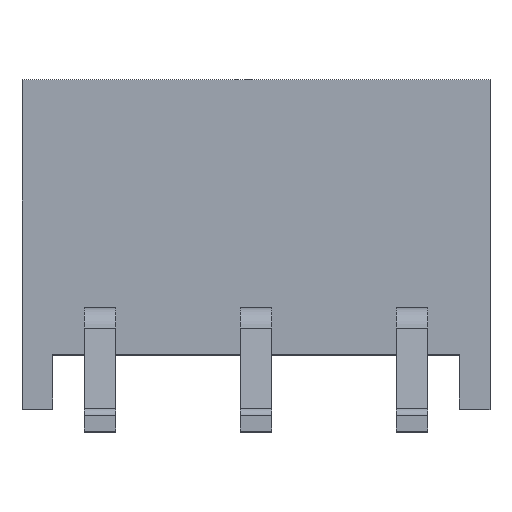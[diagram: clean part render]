
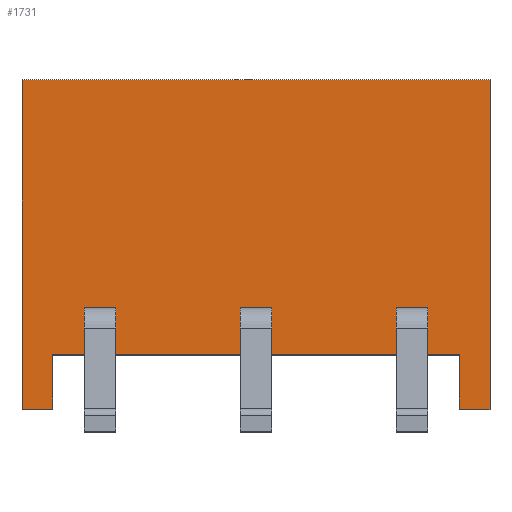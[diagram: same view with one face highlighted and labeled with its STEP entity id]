
A CAD part, top view. The second image highlights one B-rep face of the part: STEP entity #1731.
In plain terms, the highlighted planar face has unit normal (0, 0, 1).
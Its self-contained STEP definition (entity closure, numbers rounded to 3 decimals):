
#17=FACE_BOUND('',#185,.T.);
#18=FACE_BOUND('',#186,.T.);
#19=FACE_BOUND('',#187,.T.);
#25=PLANE('',#1845);
#91=FACE_OUTER_BOUND('',#184,.T.);
#184=EDGE_LOOP('',(#1158,#1159,#1160,#1161,#1162,#1163,#1164,#1165));
#185=EDGE_LOOP('',(#1166,#1167,#1168,#1169));
#186=EDGE_LOOP('',(#1170,#1171,#1172,#1173));
#187=EDGE_LOOP('',(#1174,#1175,#1176,#1177));
#295=LINE('',#2513,#488);
#297=LINE('',#2518,#490);
#301=LINE('',#2525,#494);
#303=LINE('',#2529,#496);
#304=LINE('',#2530,#497);
#305=LINE('',#2532,#498);
#306=LINE('',#2533,#499);
#307=LINE('',#2534,#500);
#308=LINE('',#2537,#501);
#309=LINE('',#2539,#502);
#310=LINE('',#2541,#503);
#311=LINE('',#2542,#504);
#312=LINE('',#2545,#505);
#313=LINE('',#2547,#506);
#314=LINE('',#2549,#507);
#315=LINE('',#2550,#508);
#316=LINE('',#2553,#509);
#317=LINE('',#2555,#510);
#318=LINE('',#2557,#511);
#319=LINE('',#2558,#512);
#488=VECTOR('',#2016,1000.);
#490=VECTOR('',#2020,1000.);
#494=VECTOR('',#2026,1000.);
#496=VECTOR('',#2030,1000.);
#497=VECTOR('',#2031,1000.);
#498=VECTOR('',#2032,1000.);
#499=VECTOR('',#2033,1000.);
#500=VECTOR('',#2034,1000.);
#501=VECTOR('',#2035,1000.);
#502=VECTOR('',#2036,1000.);
#503=VECTOR('',#2037,1000.);
#504=VECTOR('',#2038,1000.);
#505=VECTOR('',#2039,1000.);
#506=VECTOR('',#2040,1000.);
#507=VECTOR('',#2041,1000.);
#508=VECTOR('',#2042,1000.);
#509=VECTOR('',#2043,1000.);
#510=VECTOR('',#2044,1000.);
#511=VECTOR('',#2045,1000.);
#512=VECTOR('',#2046,1000.);
#735=VERTEX_POINT('',#2510);
#736=VERTEX_POINT('',#2512);
#737=VERTEX_POINT('',#2516);
#738=VERTEX_POINT('',#2517);
#739=VERTEX_POINT('',#2522);
#740=VERTEX_POINT('',#2524);
#741=VERTEX_POINT('',#2528);
#742=VERTEX_POINT('',#2531);
#743=VERTEX_POINT('',#2535);
#744=VERTEX_POINT('',#2536);
#745=VERTEX_POINT('',#2538);
#746=VERTEX_POINT('',#2540);
#747=VERTEX_POINT('',#2543);
#748=VERTEX_POINT('',#2544);
#749=VERTEX_POINT('',#2546);
#750=VERTEX_POINT('',#2548);
#751=VERTEX_POINT('',#2551);
#752=VERTEX_POINT('',#2552);
#753=VERTEX_POINT('',#2554);
#754=VERTEX_POINT('',#2556);
#901=EDGE_CURVE('',#736,#735,#295,.T.);
#903=EDGE_CURVE('',#737,#738,#297,.T.);
#907=EDGE_CURVE('',#740,#739,#301,.T.);
#909=EDGE_CURVE('',#741,#739,#303,.T.);
#910=EDGE_CURVE('',#741,#736,#304,.T.);
#911=EDGE_CURVE('',#742,#735,#305,.T.);
#912=EDGE_CURVE('',#738,#742,#306,.T.);
#913=EDGE_CURVE('',#740,#737,#307,.T.);
#914=EDGE_CURVE('',#743,#744,#308,.T.);
#915=EDGE_CURVE('',#745,#743,#309,.T.);
#916=EDGE_CURVE('',#745,#746,#310,.T.);
#917=EDGE_CURVE('',#746,#744,#311,.T.);
#918=EDGE_CURVE('',#747,#748,#312,.T.);
#919=EDGE_CURVE('',#749,#747,#313,.T.);
#920=EDGE_CURVE('',#749,#750,#314,.T.);
#921=EDGE_CURVE('',#750,#748,#315,.T.);
#922=EDGE_CURVE('',#751,#752,#316,.T.);
#923=EDGE_CURVE('',#753,#751,#317,.T.);
#924=EDGE_CURVE('',#753,#754,#318,.T.);
#925=EDGE_CURVE('',#754,#752,#319,.T.);
#1158=ORIENTED_EDGE('',*,*,#907,.T.);
#1159=ORIENTED_EDGE('',*,*,#909,.F.);
#1160=ORIENTED_EDGE('',*,*,#910,.T.);
#1161=ORIENTED_EDGE('',*,*,#901,.T.);
#1162=ORIENTED_EDGE('',*,*,#911,.F.);
#1163=ORIENTED_EDGE('',*,*,#912,.F.);
#1164=ORIENTED_EDGE('',*,*,#903,.F.);
#1165=ORIENTED_EDGE('',*,*,#913,.F.);
#1166=ORIENTED_EDGE('',*,*,#914,.F.);
#1167=ORIENTED_EDGE('',*,*,#915,.F.);
#1168=ORIENTED_EDGE('',*,*,#916,.T.);
#1169=ORIENTED_EDGE('',*,*,#917,.T.);
#1170=ORIENTED_EDGE('',*,*,#918,.F.);
#1171=ORIENTED_EDGE('',*,*,#919,.F.);
#1172=ORIENTED_EDGE('',*,*,#920,.T.);
#1173=ORIENTED_EDGE('',*,*,#921,.T.);
#1174=ORIENTED_EDGE('',*,*,#922,.F.);
#1175=ORIENTED_EDGE('',*,*,#923,.F.);
#1176=ORIENTED_EDGE('',*,*,#924,.T.);
#1177=ORIENTED_EDGE('',*,*,#925,.T.);
#1731=ADVANCED_FACE('',(#91,#17,#18,#19),#25,.F.);
#1845=AXIS2_PLACEMENT_3D('',#2527,#2028,#2029);
#2016=DIRECTION('',(1.,0.,0.));
#2020=DIRECTION('',(0.,-1.,0.));
#2026=DIRECTION('',(0.,-1.,0.));
#2028=DIRECTION('center_axis',(0.,0.,-1.));
#2029=DIRECTION('ref_axis',(-1.,0.,0.));
#2030=DIRECTION('',(-1.,0.,0.));
#2031=DIRECTION('',(0.,1.,0.));
#2032=DIRECTION('',(0.,1.,0.));
#2033=DIRECTION('',(-1.,0.,0.));
#2034=DIRECTION('',(1.,0.,0.));
#2035=DIRECTION('',(-1.,0.,0.));
#2036=DIRECTION('',(0.,1.,0.));
#2037=DIRECTION('',(-1.,0.,0.));
#2038=DIRECTION('',(0.,1.,0.));
#2039=DIRECTION('',(-1.,0.,0.));
#2040=DIRECTION('',(0.,1.,0.));
#2041=DIRECTION('',(-1.,0.,0.));
#2042=DIRECTION('',(0.,1.,0.));
#2043=DIRECTION('',(-1.,0.,0.));
#2044=DIRECTION('',(0.,1.,0.));
#2045=DIRECTION('',(-1.,0.,0.));
#2046=DIRECTION('',(0.,1.,0.));
#2510=CARTESIAN_POINT('',(3.31,0.,3.365));
#2512=CARTESIAN_POINT('',(-3.31,0.,3.365));
#2513=CARTESIAN_POINT('',(-3.81,0.,3.365));
#2516=CARTESIAN_POINT('',(3.81,4.47,3.365));
#2517=CARTESIAN_POINT('',(3.81,-0.89,3.365));
#2518=CARTESIAN_POINT('',(3.81,4.47,3.365));
#2522=CARTESIAN_POINT('',(-3.81,-0.89,3.365));
#2524=CARTESIAN_POINT('',(-3.81,4.47,3.365));
#2525=CARTESIAN_POINT('',(-3.81,4.47,3.365));
#2527=CARTESIAN_POINT('Origin',(-3.81,4.47,3.365));
#2528=CARTESIAN_POINT('',(-3.31,-0.89,3.365));
#2529=CARTESIAN_POINT('',(-3.81,-0.89,3.365));
#2530=CARTESIAN_POINT('',(-3.31,-0.89,3.365));
#2531=CARTESIAN_POINT('',(3.31,-0.89,3.365));
#2532=CARTESIAN_POINT('',(3.31,-0.89,3.365));
#2533=CARTESIAN_POINT('',(3.81,-0.89,3.365));
#2534=CARTESIAN_POINT('',(-3.81,4.47,3.365));
#2535=CARTESIAN_POINT('',(2.795,0.76,3.365));
#2536=CARTESIAN_POINT('',(2.285,0.76,3.365));
#2537=CARTESIAN_POINT('',(2.795,0.76,3.365));
#2538=CARTESIAN_POINT('',(2.795,0.506,3.365));
#2539=CARTESIAN_POINT('',(2.795,0.506,3.365));
#2540=CARTESIAN_POINT('',(2.285,0.506,3.365));
#2541=CARTESIAN_POINT('',(2.795,0.506,3.365));
#2542=CARTESIAN_POINT('',(2.285,0.506,3.365));
#2543=CARTESIAN_POINT('',(0.255,0.76,3.365));
#2544=CARTESIAN_POINT('',(-0.255,0.76,3.365));
#2545=CARTESIAN_POINT('',(0.255,0.76,3.365));
#2546=CARTESIAN_POINT('',(0.255,0.506,3.365));
#2547=CARTESIAN_POINT('',(0.255,0.506,3.365));
#2548=CARTESIAN_POINT('',(-0.255,0.506,3.365));
#2549=CARTESIAN_POINT('',(0.255,0.506,3.365));
#2550=CARTESIAN_POINT('',(-0.255,0.506,3.365));
#2551=CARTESIAN_POINT('',(-2.285,0.76,3.365));
#2552=CARTESIAN_POINT('',(-2.795,0.76,3.365));
#2553=CARTESIAN_POINT('',(-2.285,0.76,3.365));
#2554=CARTESIAN_POINT('',(-2.285,0.506,3.365));
#2555=CARTESIAN_POINT('',(-2.285,0.506,3.365));
#2556=CARTESIAN_POINT('',(-2.795,0.506,3.365));
#2557=CARTESIAN_POINT('',(-2.285,0.506,3.365));
#2558=CARTESIAN_POINT('',(-2.795,0.506,3.365));
